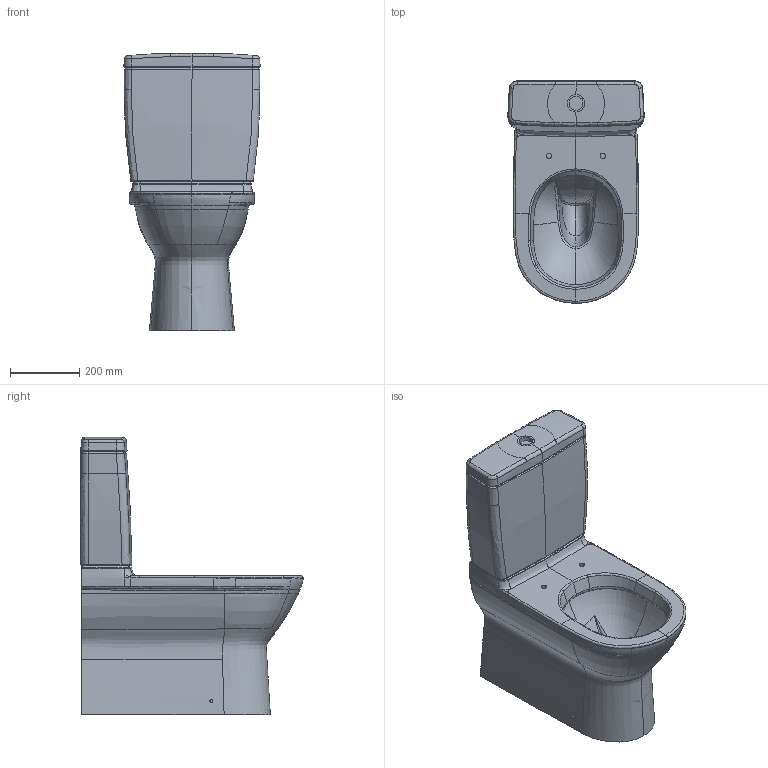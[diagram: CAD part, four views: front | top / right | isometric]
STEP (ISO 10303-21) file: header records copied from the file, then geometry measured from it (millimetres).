
FILE_DESCRIPTION(/* description */ (''),/* implementation_level */ '2;1');
FILE_NAME(/* name */ '565810_Oval_STWC_BTW.stp',/* time_stamp */ '2019-03-06T07:52:54+01:00',/* author */ (''),/* organization */ (''),/* preprocessor_version */ 'ST-DEVELOPER v16',/* originating_system */ 'SIEMENS PLM Software NX 10.0',/* authorisation */ '');
FILE_SCHEMA (('AUTOMOTIVE_DESIGN { 1 0 10303 214 3 1 1 1 }'));
Products named in the file (1): Sier034C6DC9xk1c
Bounding box: 393.21 x 641.01 x 799.9 mm (x, y, z)
Volume: 61934308.7 mm3; surface area: 1611319.1 mm2
Topology: 1 solids, 1 shells, 390 faces, 974 edges, 565 vertices
Faces by surface type: bspline 302, plane 47, cylinder 31, sphere 8, extrusion 2
Full cylindrical faces by diameter (mm): 40 x1
Entity records: 49899 total; most frequent: CARTESIAN_POINT 43503, ORIENTED_EDGE 1880, EDGE_CURVE 940, B_SPLINE_CURVE_WITH_KNOTS 699, VERTEX_POINT 562, DIRECTION 426, EDGE_LOOP 400, ADVANCED_FACE 390
